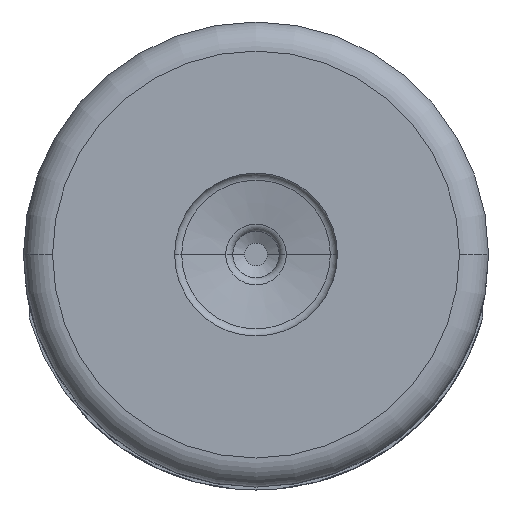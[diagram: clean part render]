
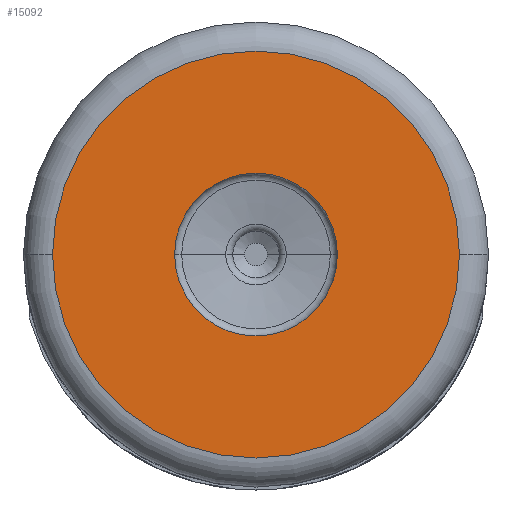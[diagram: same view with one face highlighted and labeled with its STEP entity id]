
A CAD part, front view. The second image highlights one B-rep face of the part: STEP entity #15092.
In plain terms, the highlighted planar face has unit normal (0, -1, 0).
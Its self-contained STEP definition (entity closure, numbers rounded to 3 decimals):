
#2185=CARTESIAN_POINT('',(0.,-4.,0.));
#2186=DIRECTION('',(0.,-1.,0.));
#2187=DIRECTION('',(1.,0.,0.));
#2188=AXIS2_PLACEMENT_3D('',#2185,#2186,#2187);
#2200=CARTESIAN_POINT('',(0.,-4.,0.));
#2201=DIRECTION('',(0.,-1.,0.));
#2202=DIRECTION('',(-1.,0.,0.));
#2203=AXIS2_PLACEMENT_3D('',#2200,#2201,#2202);
#2205=CARTESIAN_POINT('',(0.,-4.,0.));
#2206=DIRECTION('',(0.,-1.,0.));
#2207=DIRECTION('',(1.,0.,0.));
#2208=AXIS2_PLACEMENT_3D('',#2205,#2206,#2207);
#2210=CARTESIAN_POINT('',(0.,-4.,0.));
#2211=DIRECTION('',(0.,-1.,0.));
#2212=DIRECTION('',(-1.,0.,0.));
#2213=AXIS2_PLACEMENT_3D('',#2210,#2211,#2212);
#12765=CARTESIAN_POINT('',(-1.4,-4.,0.));
#12766=CARTESIAN_POINT('',(1.4,-4.,0.));
#12767=VERTEX_POINT('',#12765);
#12768=VERTEX_POINT('',#12766);
#12769=CARTESIAN_POINT('',(3.5,-4.,0.));
#12770=CARTESIAN_POINT('',(-3.5,-4.,0.));
#12771=VERTEX_POINT('',#12769);
#12772=VERTEX_POINT('',#12770);
#15076=CARTESIAN_POINT('',(0.,-4.,0.));
#15077=DIRECTION('',(0.,1.,0.));
#15078=DIRECTION('',(1.,0.,0.));
#15079=AXIS2_PLACEMENT_3D('',#15076,#15077,#15078);
#15080=PLANE('',#15079);
#15081=ORIENTED_EDGE('',*,*,#15066,.F.);
#15083=ORIENTED_EDGE('',*,*,#15082,.F.);
#15084=EDGE_LOOP('',(#15081,#15083));
#15085=FACE_OUTER_BOUND('',#15084,.F.);
#15087=ORIENTED_EDGE('',*,*,#15086,.T.);
#15089=ORIENTED_EDGE('',*,*,#15088,.T.);
#15090=EDGE_LOOP('',(#15087,#15089));
#15091=FACE_BOUND('',#15090,.F.);
#15092=ADVANCED_FACE('',(#15085,#15091),#15080,.F.);
#2189=CIRCLE('',#2188,3.5);
#2204=CIRCLE('',#2203,1.4);
#2209=CIRCLE('',#2208,1.4);
#2214=CIRCLE('',#2213,3.5);
#15066=EDGE_CURVE('',#12771,#12772,#2189,.T.);
#15082=EDGE_CURVE('',#12772,#12771,#2214,.T.);
#15086=EDGE_CURVE('',#12767,#12768,#2204,.T.);
#15088=EDGE_CURVE('',#12768,#12767,#2209,.T.);
